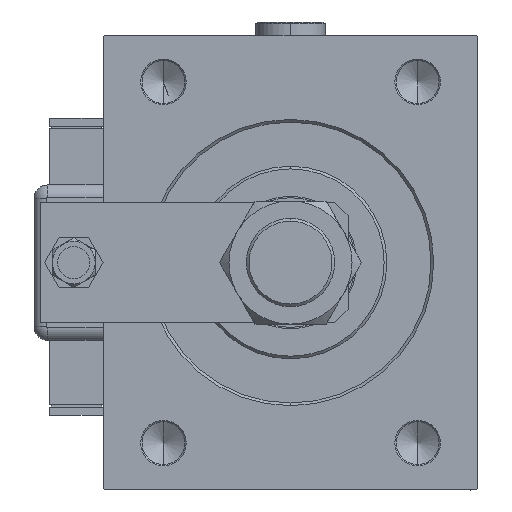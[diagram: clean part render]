
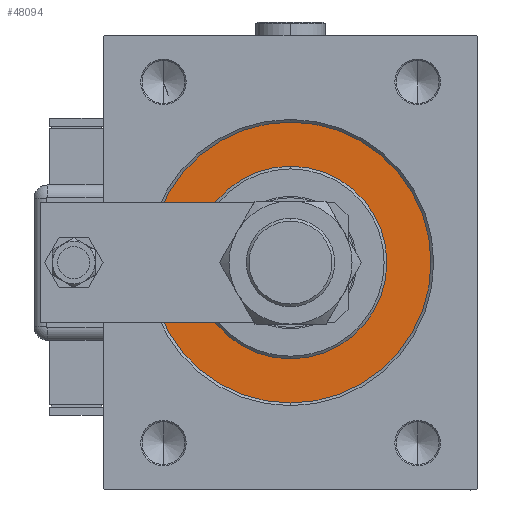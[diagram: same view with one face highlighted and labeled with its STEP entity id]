
A CAD part, left-side view. The second image highlights one B-rep face of the part: STEP entity #48094.
In plain terms, the highlighted face is planar.
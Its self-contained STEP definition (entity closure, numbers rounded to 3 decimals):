
#43 = CARTESIAN_POINT ( 'NONE',  ( 0., 0., -36. ) ) ;
#520 = DIRECTION ( 'NONE',  ( -1., 0., 0. ) ) ;
#846 = DIRECTION ( 'NONE',  ( 0., 0., 1. ) ) ;
#3034 = FACE_OUTER_BOUND ( 'NONE', #58203, .T. ) ;
#3462 = CARTESIAN_POINT ( 'NONE',  ( 0., 0., 36. ) ) ;
#7082 = EDGE_CURVE ( 'NONE', #52783, #25478, #59695, .T. ) ;
#8476 = PLANE ( 'NONE',  #33249 ) ;
#9677 = ORIENTED_EDGE ( 'NONE', *, *, #22265, .F. ) ;
#10918 = EDGE_CURVE ( 'NONE', #36790, #56207, #54717, .T. ) ;
#11208 = CIRCLE ( 'NONE', #55024, 52.5 ) ;
#12628 = FACE_BOUND ( 'NONE', #61180, .T. ) ;
#13453 = CARTESIAN_POINT ( 'NONE',  ( 0., 0., 0. ) ) ;
#14199 = DIRECTION ( 'NONE',  ( 0., 0., 1. ) ) ;
#18780 = ORIENTED_EDGE ( 'NONE', *, *, #7082, .F. ) ;
#20925 = DIRECTION ( 'NONE',  ( 1., 0., 0. ) ) ;
#21576 = DIRECTION ( 'NONE',  ( 0., 0., 1. ) ) ;
#22265 = EDGE_CURVE ( 'NONE', #56207, #36790, #11208, .T. ) ;
#23379 = ORIENTED_EDGE ( 'NONE', *, *, #31520, .F. ) ;
#25478 = VERTEX_POINT ( 'NONE', #43 ) ;
#27942 = CARTESIAN_POINT ( 'NONE',  ( 0., 0., 0. ) ) ;
#28459 = DIRECTION ( 'NONE',  ( 0., 0., -1. ) ) ;
#29759 = CIRCLE ( 'NONE', #42994, 36. ) ;
#31036 = CARTESIAN_POINT ( 'NONE',  ( 0., 0., 52.5 ) ) ;
#31520 = EDGE_CURVE ( 'NONE', #25478, #52783, #29759, .T. ) ;
#32947 = DIRECTION ( 'NONE',  ( 1., 0., 0. ) ) ;
#33249 = AXIS2_PLACEMENT_3D ( 'NONE', #27942, #61457, #14199 ) ;
#34722 = CARTESIAN_POINT ( 'NONE',  ( 0., 0., 0. ) ) ;
#34918 = ORIENTED_EDGE ( 'NONE', *, *, #10918, .F. ) ;
#36790 = VERTEX_POINT ( 'NONE', #31036 ) ;
#40400 = DIRECTION ( 'NONE',  ( 0., 0., -1. ) ) ;
#41554 = CARTESIAN_POINT ( 'NONE',  ( 0., 0., -52.5 ) ) ;
#41663 = CARTESIAN_POINT ( 'NONE',  ( 0., 0., 0. ) ) ;
#42994 = AXIS2_PLACEMENT_3D ( 'NONE', #13453, #32947, #28459 ) ;
#45202 = DIRECTION ( 'NONE',  ( -1., 0., 0. ) ) ;
#48094 = ADVANCED_FACE ( 'NONE', ( #12628, #3034 ), #8476, .F. ) ;
#52783 = VERTEX_POINT ( 'NONE', #3462 ) ;
#53568 = AXIS2_PLACEMENT_3D ( 'NONE', #55383, #20925, #40400 ) ;
#54717 = CIRCLE ( 'NONE', #56757, 52.5 ) ;
#55024 = AXIS2_PLACEMENT_3D ( 'NONE', #41663, #45202, #21576 ) ;
#55383 = CARTESIAN_POINT ( 'NONE',  ( 0., 0., 0. ) ) ;
#56207 = VERTEX_POINT ( 'NONE', #41554 ) ;
#56757 = AXIS2_PLACEMENT_3D ( 'NONE', #34722, #520, #846 ) ;
#58203 = EDGE_LOOP ( 'NONE', ( #9677, #34918 ) ) ;
#59695 = CIRCLE ( 'NONE', #53568, 36. ) ;
#61180 = EDGE_LOOP ( 'NONE', ( #18780, #23379 ) ) ;
#61457 = DIRECTION ( 'NONE',  ( -1., 0., 0. ) ) ;
